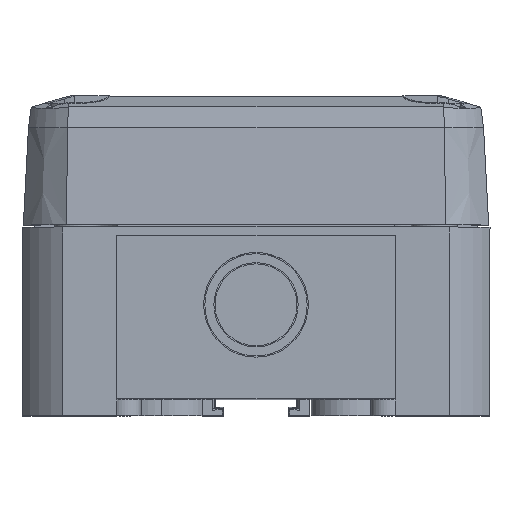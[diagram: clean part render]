
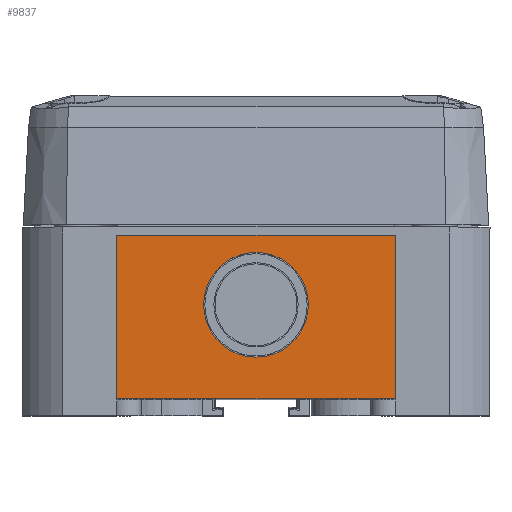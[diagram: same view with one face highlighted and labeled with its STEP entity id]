
A CAD part, top view. The second image highlights one B-rep face of the part: STEP entity #9837.
In plain terms, the highlighted planar face has unit normal (0, 0, 1).
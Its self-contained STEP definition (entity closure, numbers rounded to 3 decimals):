
#415 = VECTOR ( 'NONE', #14904, 1000. ) ;
#551 = VERTEX_POINT ( 'NONE', #17304 ) ;
#787 = VERTEX_POINT ( 'NONE', #9676 ) ;
#1097 = EDGE_CURVE ( 'NONE', #787, #787, #1351, .T. ) ;
#1351 = CIRCLE ( 'NONE', #5343, 12.79 ) ;
#1951 = AXIS2_PLACEMENT_3D ( 'NONE', #13068, #18899, #3996 ) ;
#2583 = ORIENTED_EDGE ( 'NONE', *, *, #11131, .F. ) ;
#2698 = CARTESIAN_POINT ( 'NONE',  ( 34., 40., 55.441 ) ) ;
#2735 = FACE_OUTER_BOUND ( 'NONE', #18366, .T. ) ;
#2869 = VERTEX_POINT ( 'NONE', #2698 ) ;
#3234 = VECTOR ( 'NONE', #15667, 1000. ) ;
#3252 = LINE ( 'NONE', #14609, #415 ) ;
#3408 = EDGE_LOOP ( 'NONE', ( #15949 ) ) ;
#3996 = DIRECTION ( 'NONE',  ( -1., 0., 0. ) ) ;
#4144 = VECTOR ( 'NONE', #14546, 1000. ) ;
#4837 = ORIENTED_EDGE ( 'NONE', *, *, #7211, .F. ) ;
#5343 = AXIS2_PLACEMENT_3D ( 'NONE', #7443, #5826, #5919 ) ;
#5503 = VERTEX_POINT ( 'NONE', #16882 ) ;
#5687 = LINE ( 'NONE', #8627, #4144 ) ;
#5826 = DIRECTION ( 'NONE',  ( 0., 0., 1. ) ) ;
#5919 = DIRECTION ( 'NONE',  ( 1., 0., 0. ) ) ;
#6982 = DIRECTION ( 'NONE',  ( 0., -1., 0. ) ) ;
#7017 = EDGE_CURVE ( 'NONE', #2869, #551, #8511, .T. ) ;
#7211 = EDGE_CURVE ( 'NONE', #551, #5503, #3252, .T. ) ;
#7443 = CARTESIAN_POINT ( 'NONE',  ( 0., 23., 55.441 ) ) ;
#8511 = LINE ( 'NONE', #14520, #18106 ) ;
#8627 = CARTESIAN_POINT ( 'NONE',  ( -34., 40., 55.441 ) ) ;
#9554 = CARTESIAN_POINT ( 'NONE',  ( 34., 40., 55.441 ) ) ;
#9676 = CARTESIAN_POINT ( 'NONE',  ( 12.79, 23., 55.441 ) ) ;
#9837 = ADVANCED_FACE ( 'NONE', ( #11344, #2735 ), #15937, .F. ) ;
#10438 = ORIENTED_EDGE ( 'NONE', *, *, #11481, .F. ) ;
#10896 = ORIENTED_EDGE ( 'NONE', *, *, #7017, .F. ) ;
#11131 = EDGE_CURVE ( 'NONE', #5503, #14826, #5687, .T. ) ;
#11344 = FACE_BOUND ( 'NONE', #3408, .T. ) ;
#11481 = EDGE_CURVE ( 'NONE', #14826, #2869, #12601, .T. ) ;
#12601 = LINE ( 'NONE', #9554, #3234 ) ;
#13068 = CARTESIAN_POINT ( 'NONE',  ( 0., 0., 55.441 ) ) ;
#14520 = CARTESIAN_POINT ( 'NONE',  ( 34., 40., 55.441 ) ) ;
#14546 = DIRECTION ( 'NONE',  ( 0., 1., 0. ) ) ;
#14609 = CARTESIAN_POINT ( 'NONE',  ( 34., 0., 55.441 ) ) ;
#14826 = VERTEX_POINT ( 'NONE', #18763 ) ;
#14904 = DIRECTION ( 'NONE',  ( -1., 0., 0. ) ) ;
#15667 = DIRECTION ( 'NONE',  ( 1., 0., 0. ) ) ;
#15937 = PLANE ( 'NONE',  #1951 ) ;
#15949 = ORIENTED_EDGE ( 'NONE', *, *, #1097, .F. ) ;
#16882 = CARTESIAN_POINT ( 'NONE',  ( -34., 0., 55.441 ) ) ;
#17304 = CARTESIAN_POINT ( 'NONE',  ( 34., 0., 55.441 ) ) ;
#18106 = VECTOR ( 'NONE', #6982, 1000. ) ;
#18366 = EDGE_LOOP ( 'NONE', ( #4837, #10896, #10438, #2583 ) ) ;
#18763 = CARTESIAN_POINT ( 'NONE',  ( -34., 40., 55.441 ) ) ;
#18899 = DIRECTION ( 'NONE',  ( 0., 0., -1. ) ) ;
